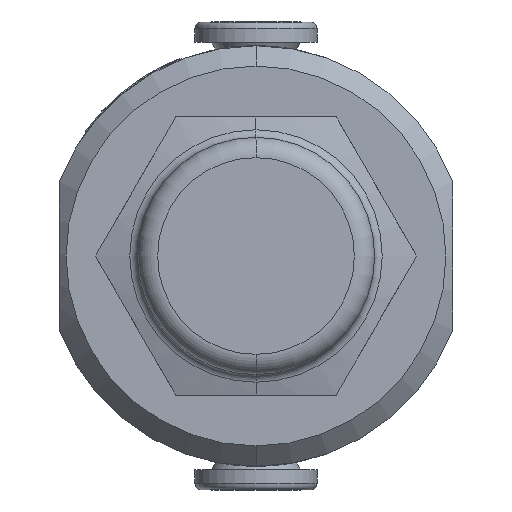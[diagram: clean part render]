
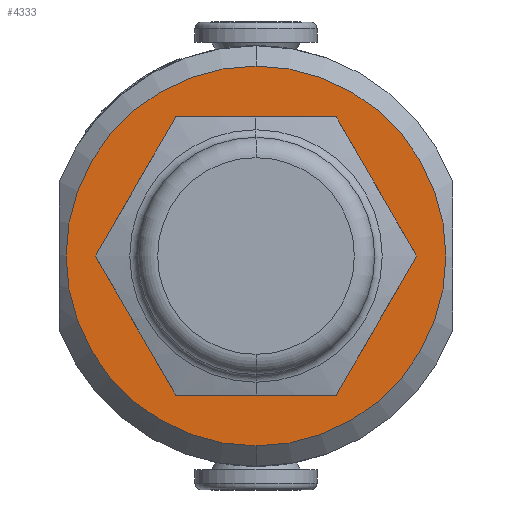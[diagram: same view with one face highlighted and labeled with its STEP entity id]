
A CAD part, front view. The second image highlights one B-rep face of the part: STEP entity #4333.
In plain terms, the highlighted planar face has unit normal (0, -1, 0).
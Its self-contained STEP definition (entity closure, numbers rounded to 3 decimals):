
#220 = ORIENTED_EDGE ( 'NONE', *, *, #2777, .F. ) ;
#696 = AXIS2_PLACEMENT_3D ( 'NONE', #3785, #9100, #4543 ) ;
#1148 = AXIS2_PLACEMENT_3D ( 'NONE', #5313, #7514, #2956 ) ;
#1362 = ORIENTED_EDGE ( 'NONE', *, *, #7297, .T. ) ;
#1539 = CARTESIAN_POINT ( 'NONE',  ( 0., -12.5, 0. ) ) ;
#2012 = ORIENTED_EDGE ( 'NONE', *, *, #5727, .T. ) ;
#2312 = DIRECTION ( 'NONE',  ( 0., 0., 1. ) ) ;
#2330 = CIRCLE ( 'NONE', #3599, 28. ) ;
#2346 = CARTESIAN_POINT ( 'NONE',  ( -28., -12.5, 0. ) ) ;
#2483 = VERTEX_POINT ( 'NONE', #7772 ) ;
#2634 = EDGE_CURVE ( 'NONE', #8309, #7995, #7344, .T. ) ;
#2777 = EDGE_CURVE ( 'NONE', #7995, #8309, #2330, .T. ) ;
#2894 = DIRECTION ( 'NONE',  ( 0., 1., 0. ) ) ;
#2956 = DIRECTION ( 'NONE',  ( 0., 0., 1. ) ) ;
#3135 = DIRECTION ( 'NONE',  ( 0., 1., 0. ) ) ;
#3411 = AXIS2_PLACEMENT_3D ( 'NONE', #2346, #3135, #8473 ) ;
#3523 = FACE_BOUND ( 'NONE', #7686, .T. ) ;
#3599 = AXIS2_PLACEMENT_3D ( 'NONE', #1539, #6904, #2312 ) ;
#3785 = CARTESIAN_POINT ( 'NONE',  ( 0., -12.5, 0. ) ) ;
#4333 = ADVANCED_FACE ( 'NONE', ( #5552, #3523 ), #9183, .F. ) ;
#4543 = DIRECTION ( 'NONE',  ( 0., 0., 1. ) ) ;
#4856 = CIRCLE ( 'NONE', #1148, 18.65 ) ;
#5135 = CARTESIAN_POINT ( 'NONE',  ( 0., -12.5, 28. ) ) ;
#5162 = CIRCLE ( 'NONE', #696, 18.65 ) ;
#5313 = CARTESIAN_POINT ( 'NONE',  ( 0., -12.5, 0. ) ) ;
#5552 = FACE_OUTER_BOUND ( 'NONE', #8599, .T. ) ;
#5727 = EDGE_CURVE ( 'NONE', #7695, #2483, #5162, .T. ) ;
#6161 = ORIENTED_EDGE ( 'NONE', *, *, #2634, .F. ) ;
#6230 = CARTESIAN_POINT ( 'NONE',  ( 0., -12.5, -28. ) ) ;
#6543 = CARTESIAN_POINT ( 'NONE',  ( 0., -12.5, 18.65 ) ) ;
#6904 = DIRECTION ( 'NONE',  ( 0., 1., 0. ) ) ;
#7297 = EDGE_CURVE ( 'NONE', #2483, #7695, #4856, .T. ) ;
#7344 = CIRCLE ( 'NONE', #7350, 28. ) ;
#7350 = AXIS2_PLACEMENT_3D ( 'NONE', #7460, #2894, #8239 ) ;
#7460 = CARTESIAN_POINT ( 'NONE',  ( 0., -12.5, 0. ) ) ;
#7514 = DIRECTION ( 'NONE',  ( 0., 1., 0. ) ) ;
#7686 = EDGE_LOOP ( 'NONE', ( #2012, #1362 ) ) ;
#7695 = VERTEX_POINT ( 'NONE', #6543 ) ;
#7772 = CARTESIAN_POINT ( 'NONE',  ( 0., -12.5, -18.65 ) ) ;
#7995 = VERTEX_POINT ( 'NONE', #6230 ) ;
#8239 = DIRECTION ( 'NONE',  ( 0., 0., 1. ) ) ;
#8309 = VERTEX_POINT ( 'NONE', #5135 ) ;
#8473 = DIRECTION ( 'NONE',  ( 0., 0., 1. ) ) ;
#8599 = EDGE_LOOP ( 'NONE', ( #6161, #220 ) ) ;
#9100 = DIRECTION ( 'NONE',  ( 0., 1., 0. ) ) ;
#9183 = PLANE ( 'NONE',  #3411 ) ;
